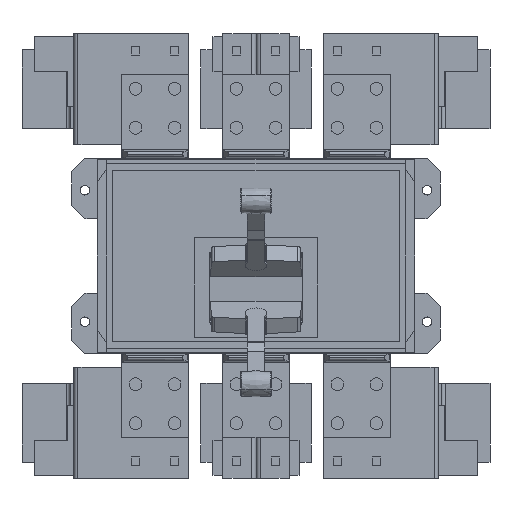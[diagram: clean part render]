
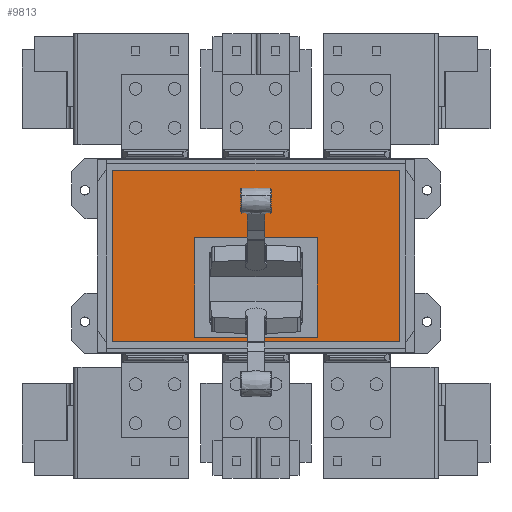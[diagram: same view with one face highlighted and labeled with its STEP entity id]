
A CAD part, front view. The second image highlights one B-rep face of the part: STEP entity #9813.
In plain terms, the highlighted planar face has unit normal (0, -1, 0).
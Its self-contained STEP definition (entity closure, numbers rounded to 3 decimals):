
#3043=CARTESIAN_POINT('POS319',(0.,-168.5,35.9));
#3044=DIRECTION('DIR485',(0.,-1.,0.));
#3045=DIRECTION('DIR486',(1.,0.,0.));
#3046=AXIS2_PLACEMENT_3D('AXIS167',#3043,#3044,#3045);
#3047=PLANE('PLANE51',#3046);
#5115=CARTESIAN_POINT('POINT333',(69.8,-168.5,-56.5));
#5116=VERTEX_POINT('VERTEX333',#5115);
#5123=CARTESIAN_POINT('POINT334',(69.8,-168.5,56.5));
#5124=VERTEX_POINT('VERTEX334',#5123);
#5125=CARTESIAN_POINT('POS556',(69.8,-168.5,
   0.));
#5126=DIRECTION('DIR822',(0.,0.,-1.));
#5127=VECTOR('VEC290',#5126,25.4);
#5128=LINE('STRAIGHT290',#5125,#5127);
#5129=EDGE_CURVE('EDGE482',#5124,#5116,#5128,.T.);
#5147=CARTESIAN_POINT('POINT335',(-69.8,-168.5,56.5));
#5148=VERTEX_POINT('VERTEX335',#5147);
#5149=CARTESIAN_POINT('POS559',(0.,-168.5,56.5));
#5150=DIRECTION('DIR826',(1.,0.,0.));
#5151=VECTOR('VEC292',#5150,25.4);
#5152=LINE('STRAIGHT292',#5149,#5151);
#5153=EDGE_CURVE('EDGE484',#5148,#5124,#5152,.T.);
#5171=CARTESIAN_POINT('POINT336',(-69.8,-168.5,-56.5));
#5172=VERTEX_POINT('VERTEX336',#5171);
#5173=CARTESIAN_POINT('POS562',(-69.8,-168.5,
   0.));
#5174=DIRECTION('DIR830',(0.,0.,1.));
#5175=VECTOR('VEC294',#5174,25.4);
#5176=LINE('STRAIGHT294',#5173,#5175);
#5177=EDGE_CURVE('EDGE486',#5172,#5148,#5176,.T.);
#5195=CARTESIAN_POINT('POS565',(0.,-168.5,-56.5));
#5196=DIRECTION('DIR834',(-1.,0.,0.));
#5197=VECTOR('VEC296',#5196,25.4);
#5198=LINE('STRAIGHT296',#5195,#5197);
#5199=EDGE_CURVE('EDGE488',#5116,#5172,#5198,.T.);
#9773=CARTESIAN_POINT('POINT641',(163.,-168.5,-61.6));
#9774=VERTEX_POINT('VERTEX641',#9773);
#9775=CARTESIAN_POINT('POINT642',(163.,-168.5,133.4));
#9776=VERTEX_POINT('VERTEX642',#9775);
#9777=CARTESIAN_POINT('POS1097',(163.,-168.5,35.9));
#9778=DIRECTION('DIR1555',(0.,0.,1.));
#9779=VECTOR('VEC639',#9778,25.4);
#9780=LINE('STRAIGHT639',#9777,#9779);
#9781=EDGE_CURVE('EDGE919',#9774,#9776,#9780,.T.);
#9782=ORIENTED_EDGE('COEDGE1561',*,*,#9781,.T.);
#9783=CARTESIAN_POINT('POINT643',(-163.,-168.5,133.4));
#9784=VERTEX_POINT('VERTEX643',#9783);
#9785=CARTESIAN_POINT('POS1098',(0.,-168.5,133.4));
#9786=DIRECTION('DIR1556',(-1.,0.,0.));
#9787=VECTOR('VEC640',#9786,25.4);
#9788=LINE('STRAIGHT640',#9785,#9787);
#9789=EDGE_CURVE('EDGE920',#9776,#9784,#9788,.T.);
#9790=ORIENTED_EDGE('COEDGE1562',*,*,#9789,.T.);
#9791=CARTESIAN_POINT('POINT644',(-163.,-168.5,-61.6));
#9792=VERTEX_POINT('VERTEX644',#9791);
#9793=CARTESIAN_POINT('POS1099',(-163.,-168.5,35.9));
#9794=DIRECTION('DIR1557',(0.,0.,-1.));
#9795=VECTOR('VEC641',#9794,25.4);
#9796=LINE('STRAIGHT641',#9793,#9795);
#9797=EDGE_CURVE('EDGE921',#9784,#9792,#9796,.T.);
#9798=ORIENTED_EDGE('COEDGE1563',*,*,#9797,.T.);
#9799=CARTESIAN_POINT('POS1100',(0.,-168.5,-61.6));
#9800=DIRECTION('DIR1558',(1.,0.,0.));
#9801=VECTOR('VEC642',#9800,25.4);
#9802=LINE('STRAIGHT642',#9799,#9801);
#9803=EDGE_CURVE('EDGE922',#9792,#9774,#9802,.T.);
#9804=ORIENTED_EDGE('COEDGE1564',*,*,#9803,.T.);
#9805=EDGE_LOOP('NONE',(#9782,#9790,#9798,#9804));
#9806=FACE_BOUND('LOOP1',#9805,.T.);
#9807=ORIENTED_EDGE('COEDGE1565',*,*,#5199,.T.);
#9808=ORIENTED_EDGE('COEDGE1566',*,*,#5177,.T.);
#9809=ORIENTED_EDGE('COEDGE1567',*,*,#5153,.T.);
#9810=ORIENTED_EDGE('COEDGE1568',*,*,#5129,.T.);
#9811=EDGE_LOOP('NONE',(#9807,#9808,#9809,#9810));
#9812=FACE_BOUND('LOOP1',#9811,.T.);
#9813=ADVANCED_FACE('FACE323',(#9806,#9812),#3047,.T.);
